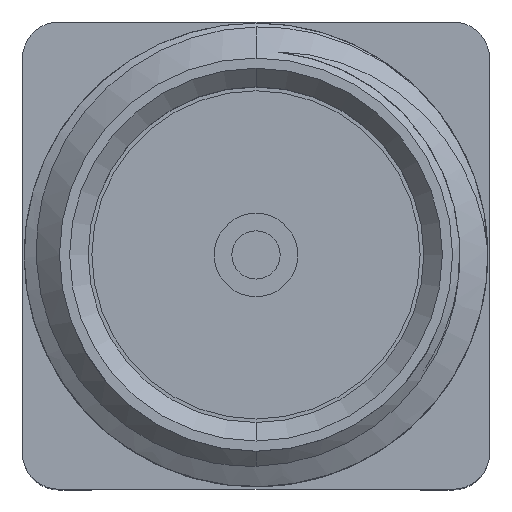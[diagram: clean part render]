
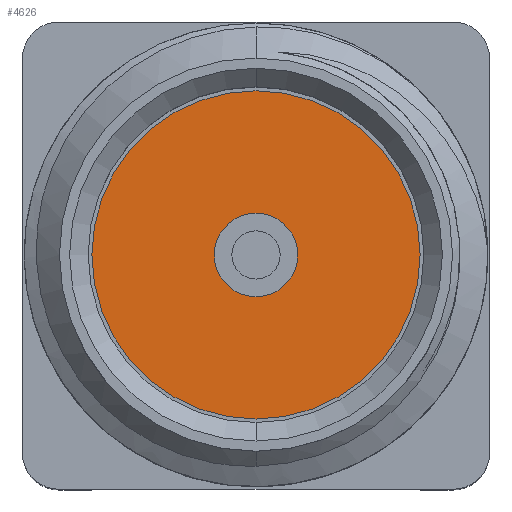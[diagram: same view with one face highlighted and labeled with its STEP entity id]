
A CAD part, top view. The second image highlights one B-rep face of the part: STEP entity #4626.
In plain terms, the highlighted planar face has unit normal (0, 0, 1).
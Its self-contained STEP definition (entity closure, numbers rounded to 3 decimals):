
#1890=CARTESIAN_POINT('',(0.,0.,-1.981));
#1891=DIRECTION('',(0.,0.,-1.));
#1892=DIRECTION('',(0.,1.,0.));
#1893=AXIS2_PLACEMENT_3D('',#1890,#1891,#1892);
#1895=CARTESIAN_POINT('',(0.,0.,-1.981));
#1896=DIRECTION('',(0.,0.,1.));
#1897=DIRECTION('',(0.,1.,0.));
#1898=AXIS2_PLACEMENT_3D('',#1895,#1896,#1897);
#1900=CARTESIAN_POINT('',(0.,0.,-1.981));
#1901=DIRECTION('',(0.,0.,1.));
#1902=DIRECTION('',(0.,1.,0.));
#1903=AXIS2_PLACEMENT_3D('',#1900,#1901,#1902);
#1909=CARTESIAN_POINT('',(0.,0.,-1.981));
#1910=DIRECTION('',(0.,0.,-1.));
#1911=DIRECTION('',(0.,1.,0.));
#1912=AXIS2_PLACEMENT_3D('',#1909,#1910,#1911);
#1963=CARTESIAN_POINT('',(0.,2.248,-1.981));
#1965=VERTEX_POINT('',#1963);
#1977=CARTESIAN_POINT('',(0.,-2.248,-1.981));
#1979=VERTEX_POINT('',#1977);
#1988=CARTESIAN_POINT('',(0.,0.572,-1.981));
#1990=VERTEX_POINT('',#1988);
#1992=CARTESIAN_POINT('',(0.,-0.572,-1.981));
#1994=VERTEX_POINT('',#1992);
#4611=CARTESIAN_POINT('',(0.,0.,-1.981));
#4612=DIRECTION('',(0.,0.,1.));
#4613=DIRECTION('',(0.,1.,0.));
#4614=AXIS2_PLACEMENT_3D('',#4611,#4612,#4613);
#4615=PLANE('',#4614);
#4616=ORIENTED_EDGE('',*,*,#4606,.T.);
#4617=ORIENTED_EDGE('',*,*,#4590,.F.);
#4618=EDGE_LOOP('',(#4616,#4617));
#4619=FACE_OUTER_BOUND('',#4618,.F.);
#4621=ORIENTED_EDGE('',*,*,#4620,.T.);
#4623=ORIENTED_EDGE('',*,*,#4622,.F.);
#4624=EDGE_LOOP('',(#4621,#4623));
#4625=FACE_BOUND('',#4624,.F.);
#1894=CIRCLE('',#1893,2.248);
#1899=CIRCLE('',#1898,2.248);
#1904=CIRCLE('',#1903,0.572);
#1913=CIRCLE('',#1912,0.572);
#4590=EDGE_CURVE('',#1965,#1979,#1899,.T.);
#4606=EDGE_CURVE('',#1965,#1979,#1894,.T.);
#4620=EDGE_CURVE('',#1990,#1994,#1904,.T.);
#4622=EDGE_CURVE('',#1990,#1994,#1913,.T.);
#4626=ADVANCED_FACE('',(#4619,#4625),#4615,.T.);
